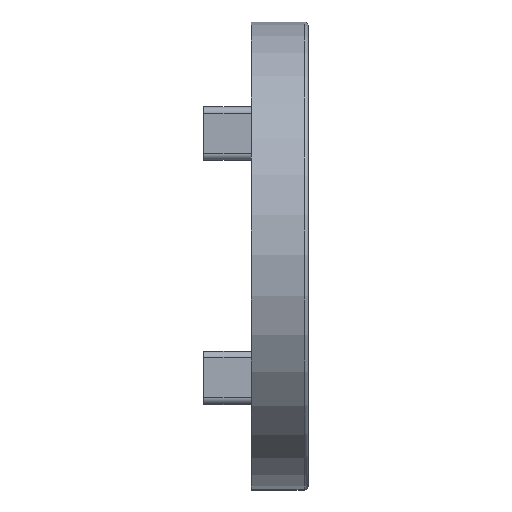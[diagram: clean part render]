
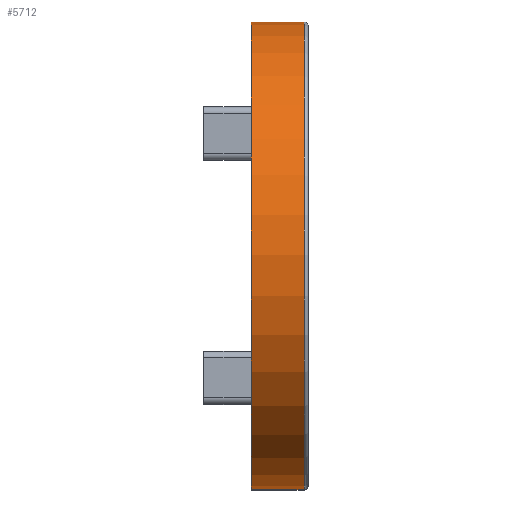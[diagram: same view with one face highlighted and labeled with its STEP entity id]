
A CAD part, top view. The second image highlights one B-rep face of the part: STEP entity #5712.
In plain terms, the highlighted cylindrical face has radius 17.25 mm (diameter 34.5 mm), a partial arc.
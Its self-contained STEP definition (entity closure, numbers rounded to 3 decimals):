
#1403 = DIRECTION ( 'NONE',  ( -1., 0., 0. ) ) ;
#4365 = AXIS2_PLACEMENT_3D ( 'NONE', #10664, #23537, #14142 ) ;
#5644 = CARTESIAN_POINT ( 'NONE',  ( 0., 17.25, 20.25 ) ) ;
#5712 = ADVANCED_FACE ( 'NONE', ( #9303 ), #23775, .T. ) ;
#6090 = ORIENTED_EDGE ( 'NONE', *, *, #7639, .F. ) ;
#6474 = DIRECTION ( 'NONE',  ( -1., 0., 0. ) ) ;
#7108 = CIRCLE ( 'NONE', #22690, 17.25 ) ;
#7585 = CARTESIAN_POINT ( 'NONE',  ( 0., -17.25, 20.25 ) ) ;
#7639 = EDGE_CURVE ( 'NONE', #22079, #11460, #20211, .T. ) ;
#7901 = CARTESIAN_POINT ( 'NONE',  ( 4.2, -17.25, 20.25 ) ) ;
#8038 = LINE ( 'NONE', #21957, #16331 ) ;
#8075 = DIRECTION ( 'NONE',  ( -1., 0., 0. ) ) ;
#9303 = FACE_OUTER_BOUND ( 'NONE', #14950, .T. ) ;
#9678 = EDGE_CURVE ( 'NONE', #22079, #21341, #7108, .T. ) ;
#9705 = ORIENTED_EDGE ( 'NONE', *, *, #9678, .T. ) ;
#10664 = CARTESIAN_POINT ( 'NONE',  ( 4.2, 0., 20.25 ) ) ;
#11460 = VERTEX_POINT ( 'NONE', #7585 ) ;
#11899 = AXIS2_PLACEMENT_3D ( 'NONE', #23947, #24030, #16370 ) ;
#13195 = CARTESIAN_POINT ( 'NONE',  ( 3.9, 17.25, 20.25 ) ) ;
#13920 = ORIENTED_EDGE ( 'NONE', *, *, #22140, .T. ) ;
#14142 = DIRECTION ( 'NONE',  ( 0., 0., 1. ) ) ;
#14950 = EDGE_LOOP ( 'NONE', ( #6090, #9705, #18338, #13920 ) ) ;
#16269 = VERTEX_POINT ( 'NONE', #5644 ) ;
#16331 = VECTOR ( 'NONE', #6474, 1000. ) ;
#16370 = DIRECTION ( 'NONE',  ( 0., 0., -1. ) ) ;
#18305 = DIRECTION ( 'NONE',  ( 0., 0., -1. ) ) ;
#18338 = ORIENTED_EDGE ( 'NONE', *, *, #22516, .T. ) ;
#19927 = CARTESIAN_POINT ( 'NONE',  ( 3.9, -17.25, 20.25 ) ) ;
#20211 = LINE ( 'NONE', #7901, #22258 ) ;
#20307 = CARTESIAN_POINT ( 'NONE',  ( 3.9, 0., 20.25 ) ) ;
#20470 = CIRCLE ( 'NONE', #11899, 17.25 ) ;
#21341 = VERTEX_POINT ( 'NONE', #13195 ) ;
#21957 = CARTESIAN_POINT ( 'NONE',  ( 4.2, 17.25, 20.25 ) ) ;
#22079 = VERTEX_POINT ( 'NONE', #19927 ) ;
#22140 = EDGE_CURVE ( 'NONE', #16269, #11460, #20470, .T. ) ;
#22258 = VECTOR ( 'NONE', #8075, 1000. ) ;
#22516 = EDGE_CURVE ( 'NONE', #21341, #16269, #8038, .T. ) ;
#22690 = AXIS2_PLACEMENT_3D ( 'NONE', #20307, #1403, #18305 ) ;
#23537 = DIRECTION ( 'NONE',  ( -1., 0., 0. ) ) ;
#23775 = CYLINDRICAL_SURFACE ( 'NONE', #4365, 17.25 ) ;
#23947 = CARTESIAN_POINT ( 'NONE',  ( 0., 0., 20.25 ) ) ;
#24030 = DIRECTION ( 'NONE',  ( 1., 0., 0. ) ) ;
